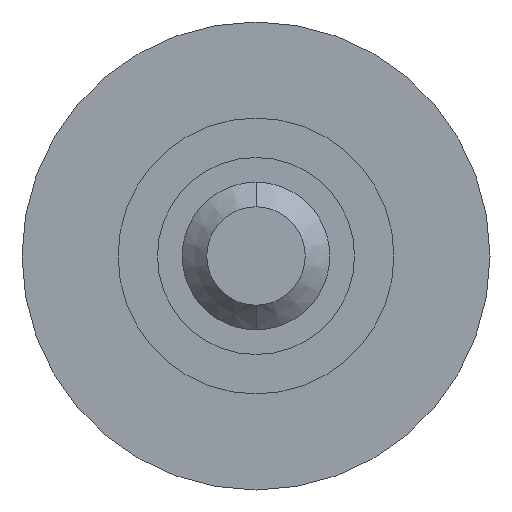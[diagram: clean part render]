
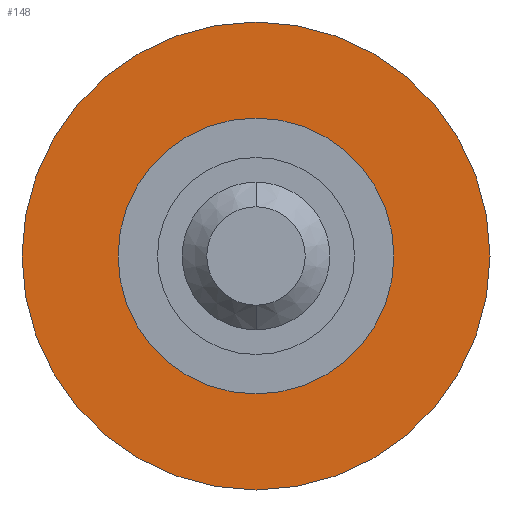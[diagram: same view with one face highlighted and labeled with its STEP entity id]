
A CAD part, front view. The second image highlights one B-rep face of the part: STEP entity #148.
In plain terms, the highlighted planar face has unit normal (0, -1, 0).
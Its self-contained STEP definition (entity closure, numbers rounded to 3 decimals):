
#18 = CARTESIAN_POINT ( 'NONE',  ( 0., -10.75, 4.75 ) ) ;
#25 = VERTEX_POINT ( 'NONE', #18 ) ;
#67 = DIRECTION ( 'NONE',  ( 0., 0., -1. ) ) ;
#73 = AXIS2_PLACEMENT_3D ( 'NONE', #648, #212, #434 ) ;
#90 = VERTEX_POINT ( 'NONE', #584 ) ;
#93 = CARTESIAN_POINT ( 'NONE',  ( 0., -10.75, 0. ) ) ;
#100 = EDGE_CURVE ( 'NONE', #25, #582, #589, .T. ) ;
#121 = VERTEX_POINT ( 'NONE', #696 ) ;
#128 = CARTESIAN_POINT ( 'NONE',  ( 0., -10.75, 0. ) ) ;
#139 = AXIS2_PLACEMENT_3D ( 'NONE', #128, #346, #67 ) ;
#143 = CARTESIAN_POINT ( 'NONE',  ( 0., -10.75, 0. ) ) ;
#148 = ADVANCED_FACE ( 'NONE', ( #470, #681 ), #458, .F. ) ;
#149 = ORIENTED_EDGE ( 'NONE', *, *, #679, .T. ) ;
#150 = DIRECTION ( 'NONE',  ( 0., -1., 0. ) ) ;
#201 = CARTESIAN_POINT ( 'NONE',  ( 0., -10.75, -4.75 ) ) ;
#204 = AXIS2_PLACEMENT_3D ( 'NONE', #143, #248, #518 ) ;
#212 = DIRECTION ( 'NONE',  ( 0., -1., 0. ) ) ;
#239 = EDGE_LOOP ( 'NONE', ( #287, #264 ) ) ;
#240 = AXIS2_PLACEMENT_3D ( 'NONE', #572, #150, #364 ) ;
#248 = DIRECTION ( 'NONE',  ( 0., 1., 0. ) ) ;
#264 = ORIENTED_EDGE ( 'NONE', *, *, #509, .F. ) ;
#287 = ORIENTED_EDGE ( 'NONE', *, *, #610, .F. ) ;
#308 = DIRECTION ( 'NONE',  ( 0., -1., 0. ) ) ;
#346 = DIRECTION ( 'NONE',  ( 0., -1., 0. ) ) ;
#364 = DIRECTION ( 'NONE',  ( 0., 0., -1. ) ) ;
#400 = EDGE_LOOP ( 'NONE', ( #149, #651 ) ) ;
#401 = CIRCLE ( 'NONE', #139, 4.75 ) ;
#409 = CIRCLE ( 'NONE', #240, 2.8 ) ;
#434 = DIRECTION ( 'NONE',  ( 0., 0., -1. ) ) ;
#458 = PLANE ( 'NONE',  #204 ) ;
#470 = FACE_BOUND ( 'NONE', #239, .T. ) ;
#509 = EDGE_CURVE ( 'NONE', #121, #90, #409, .T. ) ;
#518 = DIRECTION ( 'NONE',  ( 0., 0., 1. ) ) ;
#523 = DIRECTION ( 'NONE',  ( 0., 0., -1. ) ) ;
#564 = CIRCLE ( 'NONE', #73, 2.8 ) ;
#572 = CARTESIAN_POINT ( 'NONE',  ( 0., -10.75, 0. ) ) ;
#582 = VERTEX_POINT ( 'NONE', #201 ) ;
#584 = CARTESIAN_POINT ( 'NONE',  ( 0., -10.75, -2.8 ) ) ;
#589 = CIRCLE ( 'NONE', #665, 4.75 ) ;
#610 = EDGE_CURVE ( 'NONE', #90, #121, #564, .T. ) ;
#648 = CARTESIAN_POINT ( 'NONE',  ( 0., -10.75, 0. ) ) ;
#651 = ORIENTED_EDGE ( 'NONE', *, *, #100, .T. ) ;
#665 = AXIS2_PLACEMENT_3D ( 'NONE', #93, #308, #523 ) ;
#679 = EDGE_CURVE ( 'NONE', #582, #25, #401, .T. ) ;
#681 = FACE_OUTER_BOUND ( 'NONE', #400, .T. ) ;
#696 = CARTESIAN_POINT ( 'NONE',  ( 0., -10.75, 2.8 ) ) ;
